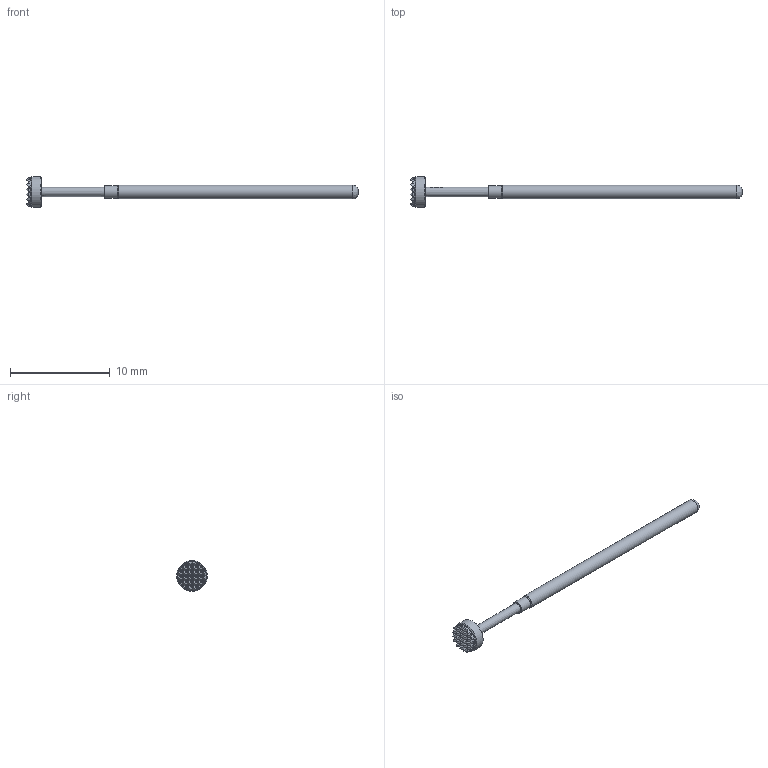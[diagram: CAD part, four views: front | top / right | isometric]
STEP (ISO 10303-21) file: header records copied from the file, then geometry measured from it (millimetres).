
FILE_DESCRIPTION (( 'STEP AP214' ), '1' );
FILE_NAME ('100-PR_2519_.STEP', '2017-09-27T18:33:53', ( '' ), ( '' ), 'SwSTEP 2.0', 'SolidWorks 2017', '' );
FILE_SCHEMA (( 'AUTOMOTIVE_DESIGN' ));
Length unit declared in the file: inch
Products named in the file (1): 100-PR_2519_
Bounding box: 33.28 x 3.1 x 3.1 mm (x, y, z)
Volume: 50.3 mm3; surface area: 159.7 mm2
Topology: 1 solids, 1 shells, 225 faces, 629 edges, 397 vertices
Faces by surface type: cone 149, bspline 45, plane 27, cylinder 4
Full cylindrical faces by diameter (mm): 1.219 x1, 1.367 x1, 2.921 x1, 3.099 x1
Entity records: 11559 total; most frequent: CARTESIAN_POINT 4040, ORIENTED_EDGE 1206, DIRECTION 632, EDGE_CURVE 603, B_SPLINE_CURVE_WITH_KNOTS 465, VERTEX_POINT 392, AXIS2_PLACEMENT_3D 316, EDGE_LOOP 237
